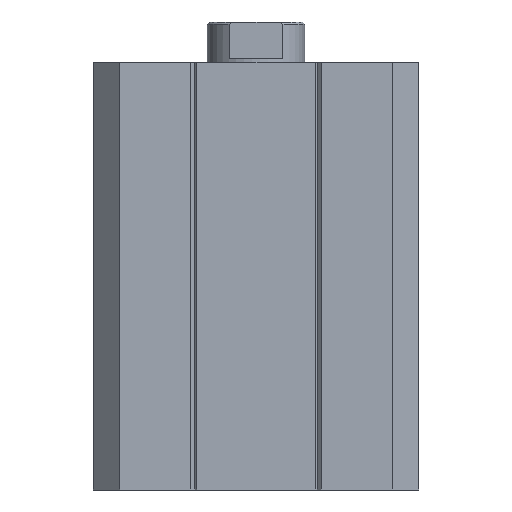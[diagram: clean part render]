
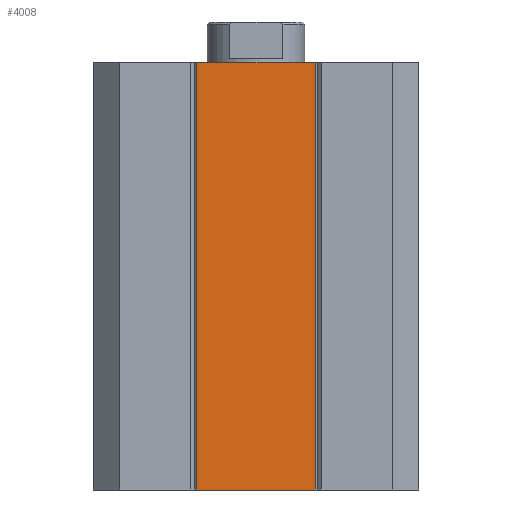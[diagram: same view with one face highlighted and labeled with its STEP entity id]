
A CAD part, left-side view. The second image highlights one B-rep face of the part: STEP entity #4008.
In plain terms, the highlighted planar face has unit normal (-1, 0, 0).
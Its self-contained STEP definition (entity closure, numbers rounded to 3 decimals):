
#188 = LINE ( 'NONE', #2475, #2824 ) ;
#258 = PLANE ( 'NONE',  #2855 ) ;
#263 = CARTESIAN_POINT ( 'NONE',  ( -19.7, 7.3, -26.25 ) ) ;
#398 = DIRECTION ( 'NONE',  ( 0., 1., 0. ) ) ;
#491 = CARTESIAN_POINT ( 'NONE',  ( -19.7, -7.3, -26.25 ) ) ;
#516 = LINE ( 'NONE', #754, #2260 ) ;
#518 = CARTESIAN_POINT ( 'NONE',  ( -19.7, -7.3, 26.25 ) ) ;
#566 = VECTOR ( 'NONE', #1996, 1000. ) ;
#684 = VERTEX_POINT ( 'NONE', #3563 ) ;
#689 = VERTEX_POINT ( 'NONE', #491 ) ;
#754 = CARTESIAN_POINT ( 'NONE',  ( -19.7, -7.3, -26.25 ) ) ;
#762 = VERTEX_POINT ( 'NONE', #518 ) ;
#804 = DIRECTION ( 'NONE',  ( 0., 1., 0. ) ) ;
#971 = EDGE_CURVE ( 'NONE', #762, #1541, #3057, .T. ) ;
#1062 = EDGE_LOOP ( 'NONE', ( #3263, #1673, #4386, #2084 ) ) ;
#1282 = DIRECTION ( 'NONE',  ( 1., 0., 0. ) ) ;
#1541 = VERTEX_POINT ( 'NONE', #4226 ) ;
#1673 = ORIENTED_EDGE ( 'NONE', *, *, #2315, .F. ) ;
#1938 = EDGE_CURVE ( 'NONE', #689, #762, #516, .T. ) ;
#1974 = CARTESIAN_POINT ( 'NONE',  ( -19.7, 7.3, -26.25 ) ) ;
#1996 = DIRECTION ( 'NONE',  ( 0., 0., 1. ) ) ;
#2084 = ORIENTED_EDGE ( 'NONE', *, *, #1938, .T. ) ;
#2086 = LINE ( 'NONE', #263, #566 ) ;
#2150 = VECTOR ( 'NONE', #804, 1000. ) ;
#2260 = VECTOR ( 'NONE', #3176, 1000. ) ;
#2315 = EDGE_CURVE ( 'NONE', #684, #1541, #2086, .T. ) ;
#2475 = CARTESIAN_POINT ( 'NONE',  ( -19.7, 7.3, -26.25 ) ) ;
#2824 = VECTOR ( 'NONE', #398, 1000. ) ;
#2855 = AXIS2_PLACEMENT_3D ( 'NONE', #1974, #1282, #3683 ) ;
#3057 = LINE ( 'NONE', #3541, #2150 ) ;
#3176 = DIRECTION ( 'NONE',  ( 0., 0., 1. ) ) ;
#3218 = EDGE_CURVE ( 'NONE', #689, #684, #188, .T. ) ;
#3263 = ORIENTED_EDGE ( 'NONE', *, *, #971, .T. ) ;
#3541 = CARTESIAN_POINT ( 'NONE',  ( -19.7, 7.3, 26.25 ) ) ;
#3563 = CARTESIAN_POINT ( 'NONE',  ( -19.7, 7.3, -26.25 ) ) ;
#3683 = DIRECTION ( 'NONE',  ( 0., 1., 0. ) ) ;
#4008 = ADVANCED_FACE ( 'NONE', ( #4238 ), #258, .F. ) ;
#4226 = CARTESIAN_POINT ( 'NONE',  ( -19.7, 7.3, 26.25 ) ) ;
#4238 = FACE_OUTER_BOUND ( 'NONE', #1062, .T. ) ;
#4386 = ORIENTED_EDGE ( 'NONE', *, *, #3218, .F. ) ;
